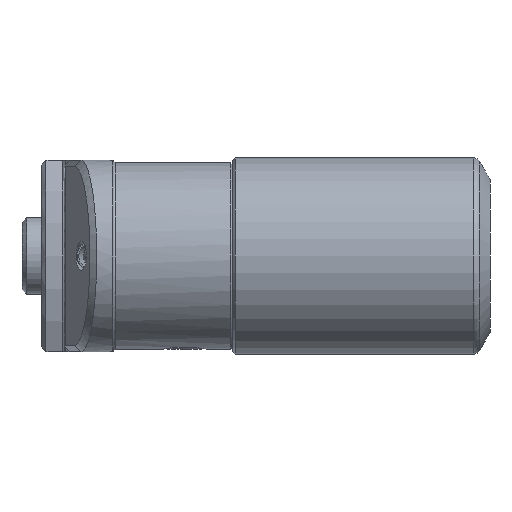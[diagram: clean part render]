
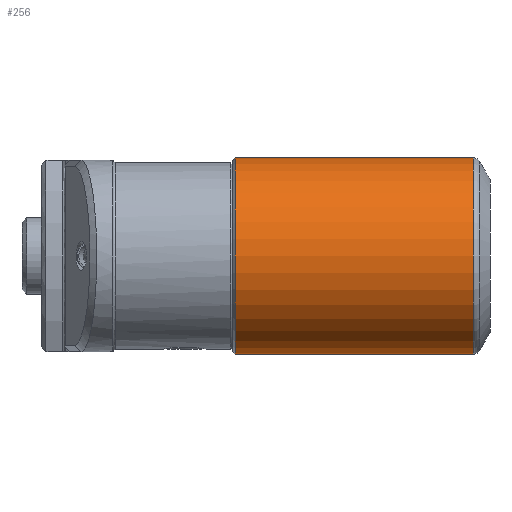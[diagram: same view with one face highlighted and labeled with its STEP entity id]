
A CAD part, left-side view. The second image highlights one B-rep face of the part: STEP entity #256.
In plain terms, the highlighted cylindrical face has radius 20.5 mm (diameter 41 mm), a full revolution.
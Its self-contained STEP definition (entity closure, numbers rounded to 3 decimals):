
#153 = AXIS2_PLACEMENT_3D ( 'NONE', #6485, #9490, #4219 ) ;
#256 = ADVANCED_FACE ( 'NONE', ( #1905, #5405 ), #5049, .T. ) ;
#299 = DIRECTION ( 'NONE',  ( 0., 0., 1. ) ) ;
#475 = AXIS2_PLACEMENT_3D ( 'NONE', #2939, #4448, #6709 ) ;
#502 = ORIENTED_EDGE ( 'NONE', *, *, #4812, .F. ) ;
#920 = CARTESIAN_POINT ( 'NONE',  ( 0.5, 0., 20.5 ) ) ;
#1905 = FACE_OUTER_BOUND ( 'NONE', #6810, .T. ) ;
#2939 = CARTESIAN_POINT ( 'NONE',  ( 50.286, 0., 0. ) ) ;
#3329 = DIRECTION ( 'NONE',  ( -1., 0., 0. ) ) ;
#4013 = CIRCLE ( 'NONE', #475, 20.5 ) ;
#4219 = DIRECTION ( 'NONE',  ( 0., 0., 1. ) ) ;
#4448 = DIRECTION ( 'NONE',  ( -1., 0., 0. ) ) ;
#4812 = EDGE_CURVE ( 'NONE', #7090, #7090, #5553, .T. ) ;
#5049 = CYLINDRICAL_SURFACE ( 'NONE', #9168, 20.5 ) ;
#5405 = FACE_OUTER_BOUND ( 'NONE', #6774, .T. ) ;
#5553 = CIRCLE ( 'NONE', #153, 20.5 ) ;
#6274 = CARTESIAN_POINT ( 'NONE',  ( -24., 0., 0. ) ) ;
#6485 = CARTESIAN_POINT ( 'NONE',  ( 0.5, 0., 0. ) ) ;
#6709 = DIRECTION ( 'NONE',  ( 0., 0., 1. ) ) ;
#6774 = EDGE_LOOP ( 'NONE', ( #8359 ) ) ;
#6810 = EDGE_LOOP ( 'NONE', ( #502 ) ) ;
#7090 = VERTEX_POINT ( 'NONE', #920 ) ;
#8359 = ORIENTED_EDGE ( 'NONE', *, *, #9418, .T. ) ;
#8588 = CARTESIAN_POINT ( 'NONE',  ( 50.286, 0., 20.5 ) ) ;
#9168 = AXIS2_PLACEMENT_3D ( 'NONE', #6274, #3329, #299 ) ;
#9418 = EDGE_CURVE ( 'NONE', #9678, #9678, #4013, .T. ) ;
#9490 = DIRECTION ( 'NONE',  ( -1., 0., 0. ) ) ;
#9678 = VERTEX_POINT ( 'NONE', #8588 ) ;
